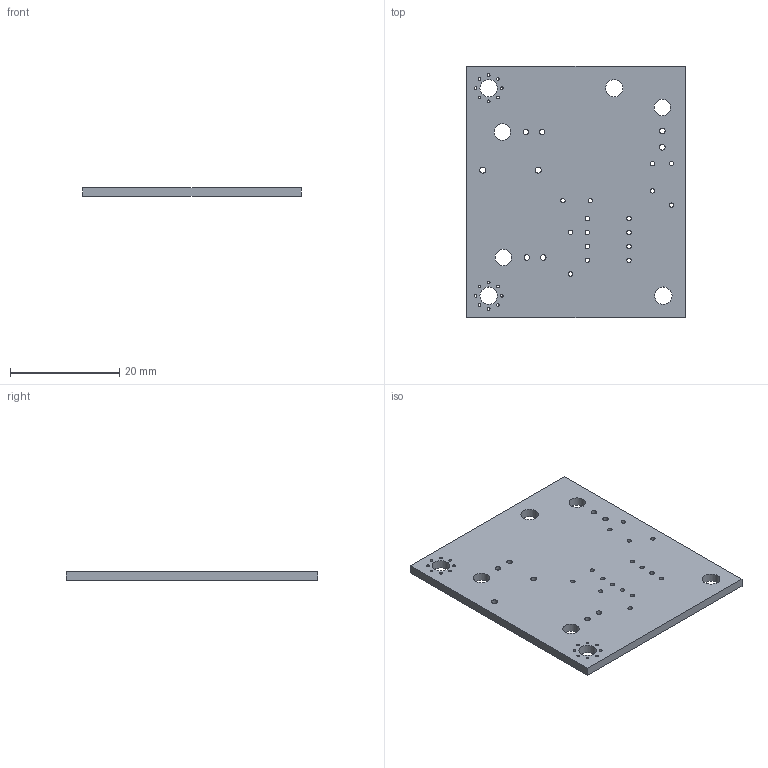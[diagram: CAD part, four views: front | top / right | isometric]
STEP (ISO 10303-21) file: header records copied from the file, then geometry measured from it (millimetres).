
FILE_DESCRIPTION(('KiCad electronic assembly'),'2;1');
FILE_NAME('Isolated_Current_Loop_Monitor.step','2024-03-16T22:32:18',( 'Pcbnew'),('Kicad'),'Open CASCADE STEP processor 7.6', 'KiCad to STEP converter','Unknown');
FILE_SCHEMA(('AUTOMOTIVE_DESIGN { 1 0 10303 214 1 1 1 1 }'));
Length unit declared in the file: millimetre
Products named in the file (2): Isolated_Current_Loop_Monitor 1; Isolated_Current_Loop_Monitor_PCB
Assembly tree (1 placements, depth 2):
  Isolated_Current_Loop_Monitor 1
    Isolated_Current_Loop_Monitor_PCB
Bounding box: 40 x 46 x 1.6 mm (x, y, z)
Volume: 2829.8 mm3; surface area: 4068.4 mm2
Topology: 1 solids, 1 shells, 53 faces, 153 edges, 102 vertices
Faces by surface type: cylinder 47, plane 6
Full cylindrical faces by diameter (mm): 0.5 x16, 0.8 x16, 1.02 x6, 1.1 x2, 3 x3, 3.2 x4
Entity records: 2026 total; most frequent: DIRECTION 357, CARTESIAN_POINT 310, ORIENTED_EDGE 306, EDGE_CURVE 153, AXIS2_PLACEMENT_3D 149, FACE_BOUND 147, EDGE_LOOP 147, VERTEX_POINT 102
